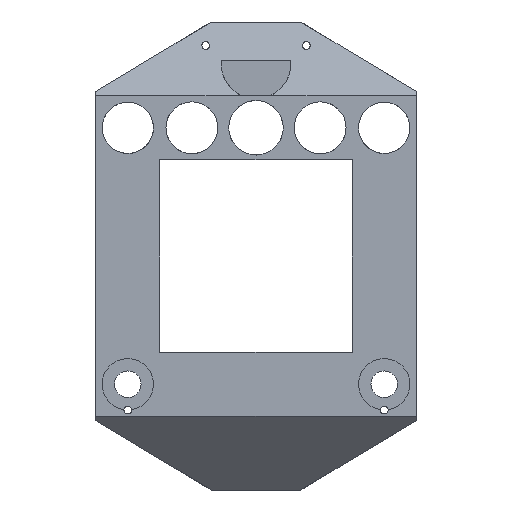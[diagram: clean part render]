
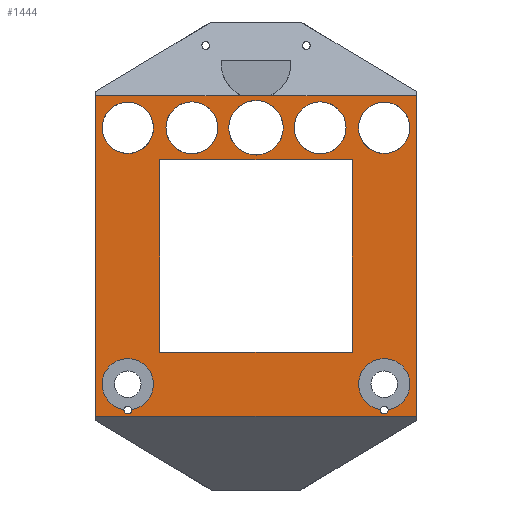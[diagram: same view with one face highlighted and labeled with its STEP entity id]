
A CAD part, front view. The second image highlights one B-rep face of the part: STEP entity #1444.
In plain terms, the highlighted planar face has unit normal (0, -1, 0).
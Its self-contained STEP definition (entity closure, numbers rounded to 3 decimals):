
#19=FACE_BOUND('',#223,.T.);
#20=FACE_BOUND('',#224,.T.);
#21=FACE_BOUND('',#225,.T.);
#22=FACE_BOUND('',#226,.T.);
#23=FACE_BOUND('',#227,.T.);
#24=FACE_BOUND('',#228,.T.);
#25=FACE_BOUND('',#229,.T.);
#26=FACE_BOUND('',#230,.T.);
#44=CIRCLE('',#1522,4.05);
#47=CIRCLE('',#1527,4.05);
#51=CIRCLE('',#1537,0.6);
#53=CIRCLE('',#1539,0.6);
#55=CIRCLE('',#1542,0.6);
#57=CIRCLE('',#1544,0.6);
#58=CIRCLE('',#1546,4.25);
#59=CIRCLE('',#1547,4.);
#60=CIRCLE('',#1548,4.);
#61=CIRCLE('',#1549,4.);
#62=CIRCLE('',#1550,4.);
#92=PLANE('',#1545);
#150=FACE_OUTER_BOUND('',#222,.T.);
#222=EDGE_LOOP('',(#1066,#1067,#1068,#1069,#1070,#1071));
#223=EDGE_LOOP('',(#1072));
#224=EDGE_LOOP('',(#1073));
#225=EDGE_LOOP('',(#1074));
#226=EDGE_LOOP('',(#1075,#1076,#1077));
#227=EDGE_LOOP('',(#1078,#1079,#1080));
#228=EDGE_LOOP('',(#1081));
#229=EDGE_LOOP('',(#1082));
#230=EDGE_LOOP('',(#1083,#1084,#1085,#1086));
#344=LINE('',#2210,#495);
#345=LINE('',#2212,#496);
#346=LINE('',#2214,#497);
#347=LINE('',#2216,#498);
#348=LINE('',#2218,#499);
#349=LINE('',#2219,#500);
#350=LINE('',#2230,#501);
#351=LINE('',#2232,#502);
#352=LINE('',#2234,#503);
#353=LINE('',#2235,#504);
#495=VECTOR('',#1768,10.);
#496=VECTOR('',#1769,10.);
#497=VECTOR('',#1770,10.);
#498=VECTOR('',#1771,10.);
#499=VECTOR('',#1772,10.);
#500=VECTOR('',#1773,10.);
#501=VECTOR('',#1784,10.);
#502=VECTOR('',#1785,10.);
#503=VECTOR('',#1786,10.);
#504=VECTOR('',#1787,10.);
#649=VERTEX_POINT('',#2140);
#653=VERTEX_POINT('',#2150);
#666=VERTEX_POINT('',#2182);
#667=VERTEX_POINT('',#2184);
#670=VERTEX_POINT('',#2190);
#672=VERTEX_POINT('',#2196);
#673=VERTEX_POINT('',#2198);
#676=VERTEX_POINT('',#2204);
#677=VERTEX_POINT('',#2208);
#678=VERTEX_POINT('',#2209);
#679=VERTEX_POINT('',#2211);
#680=VERTEX_POINT('',#2213);
#681=VERTEX_POINT('',#2215);
#682=VERTEX_POINT('',#2217);
#683=VERTEX_POINT('',#2220);
#684=VERTEX_POINT('',#2224);
#685=VERTEX_POINT('',#2226);
#686=VERTEX_POINT('',#2228);
#687=VERTEX_POINT('',#2229);
#688=VERTEX_POINT('',#2231);
#689=VERTEX_POINT('',#2233);
#797=EDGE_CURVE('',#649,#649,#44,.T.);
#802=EDGE_CURVE('',#653,#653,#47,.T.);
#820=EDGE_CURVE('',#667,#666,#51,.T.);
#824=EDGE_CURVE('',#666,#670,#53,.T.);
#827=EDGE_CURVE('',#673,#672,#55,.T.);
#831=EDGE_CURVE('',#672,#676,#57,.T.);
#832=EDGE_CURVE('',#677,#678,#344,.T.);
#833=EDGE_CURVE('',#678,#679,#345,.T.);
#834=EDGE_CURVE('',#679,#680,#346,.T.);
#835=EDGE_CURVE('',#680,#681,#347,.T.);
#836=EDGE_CURVE('',#681,#682,#348,.T.);
#837=EDGE_CURVE('',#682,#677,#349,.T.);
#838=EDGE_CURVE('',#683,#683,#58,.T.);
#839=EDGE_CURVE('',#676,#673,#59,.T.);
#840=EDGE_CURVE('',#670,#667,#60,.T.);
#841=EDGE_CURVE('',#684,#684,#61,.T.);
#842=EDGE_CURVE('',#685,#685,#62,.T.);
#843=EDGE_CURVE('',#686,#687,#350,.T.);
#844=EDGE_CURVE('',#687,#688,#351,.T.);
#845=EDGE_CURVE('',#688,#689,#352,.T.);
#846=EDGE_CURVE('',#689,#686,#353,.T.);
#1066=ORIENTED_EDGE('',*,*,#832,.T.);
#1067=ORIENTED_EDGE('',*,*,#833,.T.);
#1068=ORIENTED_EDGE('',*,*,#834,.T.);
#1069=ORIENTED_EDGE('',*,*,#835,.T.);
#1070=ORIENTED_EDGE('',*,*,#836,.T.);
#1071=ORIENTED_EDGE('',*,*,#837,.T.);
#1072=ORIENTED_EDGE('',*,*,#797,.T.);
#1073=ORIENTED_EDGE('',*,*,#802,.T.);
#1074=ORIENTED_EDGE('',*,*,#838,.T.);
#1075=ORIENTED_EDGE('',*,*,#827,.T.);
#1076=ORIENTED_EDGE('',*,*,#831,.T.);
#1077=ORIENTED_EDGE('',*,*,#839,.T.);
#1078=ORIENTED_EDGE('',*,*,#820,.T.);
#1079=ORIENTED_EDGE('',*,*,#824,.T.);
#1080=ORIENTED_EDGE('',*,*,#840,.T.);
#1081=ORIENTED_EDGE('',*,*,#841,.T.);
#1082=ORIENTED_EDGE('',*,*,#842,.T.);
#1083=ORIENTED_EDGE('',*,*,#843,.T.);
#1084=ORIENTED_EDGE('',*,*,#844,.T.);
#1085=ORIENTED_EDGE('',*,*,#845,.T.);
#1086=ORIENTED_EDGE('',*,*,#846,.T.);
#1444=ADVANCED_FACE('',(#150,#19,#20,#21,#22,#23,#24,#25,#26),#92,.F.);
#1522=AXIS2_PLACEMENT_3D('',#2141,#1704,#1705);
#1527=AXIS2_PLACEMENT_3D('',#2151,#1715,#1716);
#1537=AXIS2_PLACEMENT_3D('',#2185,#1745,#1746);
#1539=AXIS2_PLACEMENT_3D('',#2192,#1751,#1752);
#1542=AXIS2_PLACEMENT_3D('',#2199,#1758,#1759);
#1544=AXIS2_PLACEMENT_3D('',#2206,#1764,#1765);
#1545=AXIS2_PLACEMENT_3D('',#2207,#1766,#1767);
#1546=AXIS2_PLACEMENT_3D('',#2221,#1774,#1775);
#1547=AXIS2_PLACEMENT_3D('',#2222,#1776,#1777);
#1548=AXIS2_PLACEMENT_3D('',#2223,#1778,#1779);
#1549=AXIS2_PLACEMENT_3D('',#2225,#1780,#1781);
#1550=AXIS2_PLACEMENT_3D('',#2227,#1782,#1783);
#1704=DIRECTION('center_axis',(0.,1.,0.));
#1705=DIRECTION('ref_axis',(1.,0.,0.));
#1715=DIRECTION('center_axis',(0.,1.,0.));
#1716=DIRECTION('ref_axis',(1.,0.,0.));
#1745=DIRECTION('center_axis',(0.,1.,0.));
#1746=DIRECTION('ref_axis',(-1.,0.,0.));
#1751=DIRECTION('center_axis',(0.,1.,0.));
#1752=DIRECTION('ref_axis',(-1.,0.,0.));
#1758=DIRECTION('center_axis',(0.,1.,0.));
#1759=DIRECTION('ref_axis',(-1.,0.,0.));
#1764=DIRECTION('center_axis',(0.,1.,0.));
#1765=DIRECTION('ref_axis',(-1.,0.,0.));
#1766=DIRECTION('center_axis',(0.,1.,0.));
#1767=DIRECTION('ref_axis',(0.,0.,-1.));
#1768=DIRECTION('',(1.,0.,0.));
#1769=DIRECTION('',(0.,0.,1.));
#1770=DIRECTION('',(-1.,0.,0.));
#1771=DIRECTION('',(-1.,0.,0.));
#1772=DIRECTION('',(-1.,0.,0.));
#1773=DIRECTION('',(0.,0.,-1.));
#1774=DIRECTION('center_axis',(0.,1.,0.));
#1775=DIRECTION('ref_axis',(1.,0.,0.));
#1776=DIRECTION('center_axis',(0.,1.,0.));
#1777=DIRECTION('ref_axis',(1.,0.,0.));
#1778=DIRECTION('center_axis',(0.,1.,0.));
#1779=DIRECTION('ref_axis',(1.,0.,0.));
#1780=DIRECTION('center_axis',(0.,1.,0.));
#1781=DIRECTION('ref_axis',(1.,0.,0.));
#1782=DIRECTION('center_axis',(0.,1.,0.));
#1783=DIRECTION('ref_axis',(1.,0.,0.));
#1784=DIRECTION('',(0.,0.,-1.));
#1785=DIRECTION('',(-1.,0.,0.));
#1786=DIRECTION('',(0.,0.,1.));
#1787=DIRECTION('',(1.,0.,0.));
#2140=CARTESIAN_POINT('',(10.95,0.,-5.));
#2141=CARTESIAN_POINT('Origin',(15.,0.,-5.));
#2150=CARTESIAN_POINT('',(30.95,0.,-5.));
#2151=CARTESIAN_POINT('Origin',(35.,0.,-5.));
#2182=CARTESIAN_POINT('',(45.6,0.,-49.043));
#2184=CARTESIAN_POINT('',(45.594,0.,-48.956));
#2185=CARTESIAN_POINT('Origin',(45.,0.,-49.043));
#2190=CARTESIAN_POINT('',(44.406,0.,-48.956));
#2192=CARTESIAN_POINT('Origin',(45.,0.,-49.043));
#2196=CARTESIAN_POINT('',(5.6,0.,-49.043));
#2198=CARTESIAN_POINT('',(5.594,0.,-48.956));
#2199=CARTESIAN_POINT('Origin',(5.,0.,-49.043));
#2204=CARTESIAN_POINT('',(4.406,0.,-48.956));
#2206=CARTESIAN_POINT('Origin',(5.,0.,-49.043));
#2207=CARTESIAN_POINT('Origin',(25.,0.,-25.));
#2208=CARTESIAN_POINT('',(0.,0.,-50.));
#2209=CARTESIAN_POINT('',(50.,0.,-50.));
#2210=CARTESIAN_POINT('',(25.,0.,-50.));
#2211=CARTESIAN_POINT('',(50.,0.,0.));
#2212=CARTESIAN_POINT('',(50.,0.,-25.));
#2213=CARTESIAN_POINT('',(27.17,0.,0.));
#2214=CARTESIAN_POINT('',(25.,0.,0.));
#2215=CARTESIAN_POINT('',(22.83,0.,0.));
#2216=CARTESIAN_POINT('',(25.,0.,0.));
#2217=CARTESIAN_POINT('',(0.,0.,0.));
#2218=CARTESIAN_POINT('',(25.,0.,0.));
#2219=CARTESIAN_POINT('',(0.,0.,-25.));
#2220=CARTESIAN_POINT('',(20.75,0.,-5.));
#2221=CARTESIAN_POINT('Origin',(25.,0.,-5.));
#2222=CARTESIAN_POINT('Origin',(5.,0.,-45.));
#2223=CARTESIAN_POINT('Origin',(45.,0.,-45.));
#2224=CARTESIAN_POINT('',(41.,0.,-5.));
#2225=CARTESIAN_POINT('Origin',(45.,0.,-5.));
#2226=CARTESIAN_POINT('',(1.,0.,-5.));
#2227=CARTESIAN_POINT('Origin',(5.,0.,-5.));
#2228=CARTESIAN_POINT('',(40.,0.,-10.));
#2229=CARTESIAN_POINT('',(40.,0.,-40.));
#2230=CARTESIAN_POINT('',(40.,0.,-25.));
#2231=CARTESIAN_POINT('',(10.,0.,-40.));
#2232=CARTESIAN_POINT('',(25.,0.,-40.));
#2233=CARTESIAN_POINT('',(10.,0.,-10.));
#2234=CARTESIAN_POINT('',(10.,0.,-25.));
#2235=CARTESIAN_POINT('',(25.,0.,-10.));
